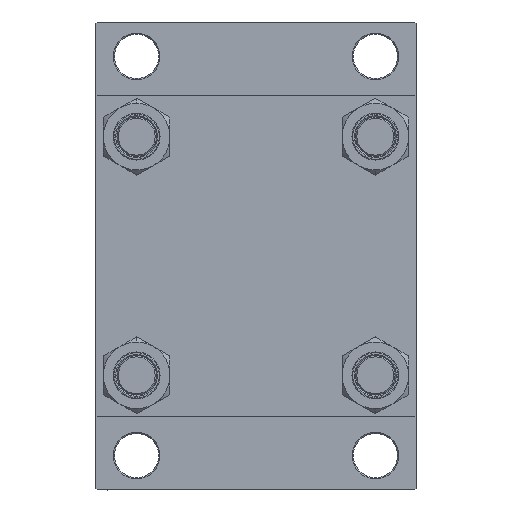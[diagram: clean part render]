
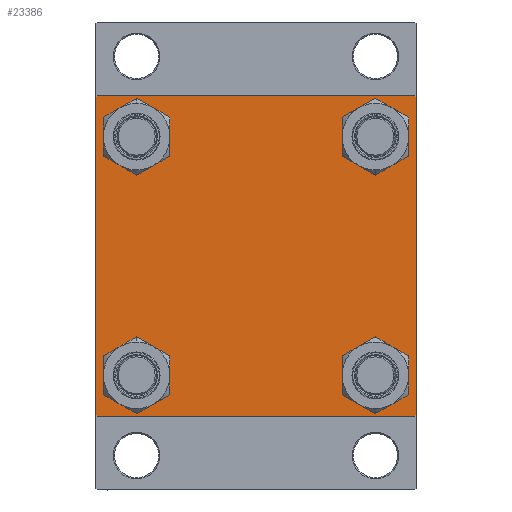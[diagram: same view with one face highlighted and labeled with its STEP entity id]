
A CAD part, left-side view. The second image highlights one B-rep face of the part: STEP entity #23386.
In plain terms, the highlighted planar face has unit normal (-1, 0, 0).
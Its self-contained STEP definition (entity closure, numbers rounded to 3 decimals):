
#326 = EDGE_CURVE ( 'NONE', #15168, #42684, #34681, .T. ) ;
#640 = CARTESIAN_POINT ( 'NONE',  ( 0., 65., -65. ) ) ;
#940 = LINE ( 'NONE', #15657, #32697 ) ;
#1035 = CIRCLE ( 'NONE', #8737, 8.5 ) ;
#1477 = VERTEX_POINT ( 'NONE', #23174 ) ;
#1952 = ORIENTED_EDGE ( 'NONE', *, *, #8444, .T. ) ;
#2343 = CIRCLE ( 'NONE', #36319, 8.5 ) ;
#2371 = ORIENTED_EDGE ( 'NONE', *, *, #26558, .F. ) ;
#2466 = EDGE_LOOP ( 'NONE', ( #26198, #39083, #14581, #28643, #39085, #38397, #2371, #26945 ) ) ;
#3193 = DIRECTION ( 'NONE',  ( 1., 0., 0. ) ) ;
#3476 = FACE_BOUND ( 'NONE', #47386, .T. ) ;
#3498 = CARTESIAN_POINT ( 'NONE',  ( 0., 48.45, 48.45 ) ) ;
#4168 = CARTESIAN_POINT ( 'NONE',  ( 0., -48.45, -48.45 ) ) ;
#4321 = DIRECTION ( 'NONE',  ( 0., 0., 1. ) ) ;
#4402 = DIRECTION ( 'NONE',  ( 1., 0., 0. ) ) ;
#4699 = CARTESIAN_POINT ( 'NONE',  ( 0., 48.45, -48.45 ) ) ;
#4780 = DIRECTION ( 'NONE',  ( 1., 0., 0. ) ) ;
#5046 = AXIS2_PLACEMENT_3D ( 'NONE', #3498, #10733, #36116 ) ;
#5303 = VERTEX_POINT ( 'NONE', #15225 ) ;
#5359 = CARTESIAN_POINT ( 'NONE',  ( 0., -48.45, 48.45 ) ) ;
#5437 = EDGE_LOOP ( 'NONE', ( #15542, #25673 ) ) ;
#5577 = CARTESIAN_POINT ( 'NONE',  ( 0., 64.5, -65. ) ) ;
#6500 = VERTEX_POINT ( 'NONE', #6559 ) ;
#6559 = CARTESIAN_POINT ( 'NONE',  ( 0., 65., 64.5 ) ) ;
#6865 = VECTOR ( 'NONE', #47618, 1000. ) ;
#6901 = LINE ( 'NONE', #640, #24490 ) ;
#7586 = FACE_BOUND ( 'NONE', #16997, .T. ) ;
#7678 = DIRECTION ( 'NONE',  ( 0., 0., -1. ) ) ;
#7814 = FACE_OUTER_BOUND ( 'NONE', #2466, .T. ) ;
#7846 = DIRECTION ( 'NONE',  ( 1., 0., 0. ) ) ;
#8015 = VECTOR ( 'NONE', #7678, 1000. ) ;
#8156 = CARTESIAN_POINT ( 'NONE',  ( 0., -65., 65. ) ) ;
#8264 = VECTOR ( 'NONE', #21314, 1000. ) ;
#8444 = EDGE_CURVE ( 'NONE', #34135, #1477, #29570, .T. ) ;
#8737 = AXIS2_PLACEMENT_3D ( 'NONE', #5359, #46175, #23238 ) ;
#9572 = CIRCLE ( 'NONE', #33500, 8.5 ) ;
#9719 = CARTESIAN_POINT ( 'NONE',  ( 0., -64.5, 65. ) ) ;
#10491 = CARTESIAN_POINT ( 'NONE',  ( 0., 48.45, 56.95 ) ) ;
#10584 = CARTESIAN_POINT ( 'NONE',  ( 0., 65., 65. ) ) ;
#10685 = DIRECTION ( 'NONE',  ( 0., 0., 1. ) ) ;
#10691 = LINE ( 'NONE', #31743, #8264 ) ;
#10733 = DIRECTION ( 'NONE',  ( 1., 0., 0. ) ) ;
#11013 = VECTOR ( 'NONE', #20726, 1000. ) ;
#11062 = EDGE_CURVE ( 'NONE', #19265, #36647, #30618, .T. ) ;
#11537 = CARTESIAN_POINT ( 'NONE',  ( 0., -64.75, 64.75 ) ) ;
#12537 = VERTEX_POINT ( 'NONE', #43258 ) ;
#14168 = CARTESIAN_POINT ( 'NONE',  ( 0., 48.45, 39.95 ) ) ;
#14581 = ORIENTED_EDGE ( 'NONE', *, *, #20447, .T. ) ;
#15076 = DIRECTION ( 'NONE',  ( 0., 0., 1. ) ) ;
#15168 = VERTEX_POINT ( 'NONE', #22222 ) ;
#15225 = CARTESIAN_POINT ( 'NONE',  ( 0., -64.5, -65. ) ) ;
#15542 = ORIENTED_EDGE ( 'NONE', *, *, #326, .T. ) ;
#15657 = CARTESIAN_POINT ( 'NONE',  ( 0., -64.75, -64.75 ) ) ;
#15674 = DIRECTION ( 'NONE',  ( 0., 0., 1. ) ) ;
#15705 = CIRCLE ( 'NONE', #16505, 8.5 ) ;
#16505 = AXIS2_PLACEMENT_3D ( 'NONE', #23131, #4780, #42215 ) ;
#16997 = EDGE_LOOP ( 'NONE', ( #23553, #38311 ) ) ;
#17353 = CARTESIAN_POINT ( 'NONE',  ( 0., 64.75, 64.75 ) ) ;
#17848 = CARTESIAN_POINT ( 'NONE',  ( 0., 48.45, -56.95 ) ) ;
#17964 = FACE_BOUND ( 'NONE', #5437, .T. ) ;
#19017 = LINE ( 'NONE', #11537, #34511 ) ;
#19265 = VERTEX_POINT ( 'NONE', #22278 ) ;
#19596 = AXIS2_PLACEMENT_3D ( 'NONE', #29693, #22423, #4321 ) ;
#20297 = CARTESIAN_POINT ( 'NONE',  ( 0., -48.45, 39.95 ) ) ;
#20447 = EDGE_CURVE ( 'NONE', #29927, #5303, #6901, .T. ) ;
#20726 = DIRECTION ( 'NONE',  ( 0., 0.707, -0.707 ) ) ;
#21314 = DIRECTION ( 'NONE',  ( 0., -0.707, -0.707 ) ) ;
#21630 = EDGE_CURVE ( 'NONE', #6500, #12537, #24905, .T. ) ;
#21658 = VERTEX_POINT ( 'NONE', #9719 ) ;
#21677 = LINE ( 'NONE', #17353, #11013 ) ;
#22108 = CARTESIAN_POINT ( 'NONE',  ( 0., -65., -64.5 ) ) ;
#22117 = DIRECTION ( 'NONE',  ( 0., -1., 0. ) ) ;
#22222 = CARTESIAN_POINT ( 'NONE',  ( 0., 48.45, -39.95 ) ) ;
#22278 = CARTESIAN_POINT ( 'NONE',  ( 0., -65., 64.5 ) ) ;
#22423 = DIRECTION ( 'NONE',  ( 1., 0., 0. ) ) ;
#22554 = CARTESIAN_POINT ( 'NONE',  ( 0., 64.5, 65. ) ) ;
#23131 = CARTESIAN_POINT ( 'NONE',  ( 0., 48.45, 48.45 ) ) ;
#23145 = DIRECTION ( 'NONE',  ( 1., 0., 0. ) ) ;
#23174 = CARTESIAN_POINT ( 'NONE',  ( 0., -48.45, -56.95 ) ) ;
#23238 = DIRECTION ( 'NONE',  ( 0., 0., 1. ) ) ;
#23386 = ADVANCED_FACE ( 'NONE', ( #7586, #3476, #17964, #40686, #7814 ), #26402, .T. ) ;
#23553 = ORIENTED_EDGE ( 'NONE', *, *, #25956, .T. ) ;
#24295 = ORIENTED_EDGE ( 'NONE', *, *, #44064, .T. ) ;
#24490 = VECTOR ( 'NONE', #22117, 1000. ) ;
#24905 = LINE ( 'NONE', #25384, #6865 ) ;
#25312 = DIRECTION ( 'NONE',  ( 0., -1., 0. ) ) ;
#25384 = CARTESIAN_POINT ( 'NONE',  ( 0., 65., 65. ) ) ;
#25673 = ORIENTED_EDGE ( 'NONE', *, *, #35906, .T. ) ;
#25883 = CIRCLE ( 'NONE', #5046, 8.5 ) ;
#25956 = EDGE_CURVE ( 'NONE', #44538, #42623, #2343, .T. ) ;
#25969 = DIRECTION ( 'NONE',  ( 0., 0., 1. ) ) ;
#26198 = ORIENTED_EDGE ( 'NONE', *, *, #21630, .T. ) ;
#26402 = PLANE ( 'NONE',  #41595 ) ;
#26558 = EDGE_CURVE ( 'NONE', #34397, #21658, #35494, .T. ) ;
#26937 = EDGE_LOOP ( 'NONE', ( #32758, #24295 ) ) ;
#26945 = ORIENTED_EDGE ( 'NONE', *, *, #37439, .T. ) ;
#27826 = VECTOR ( 'NONE', #25312, 1000. ) ;
#28593 = VERTEX_POINT ( 'NONE', #14168 ) ;
#28643 = ORIENTED_EDGE ( 'NONE', *, *, #33004, .T. ) ;
#29570 = CIRCLE ( 'NONE', #43397, 8.5 ) ;
#29639 = CARTESIAN_POINT ( 'NONE',  ( 0., -48.45, -39.95 ) ) ;
#29693 = CARTESIAN_POINT ( 'NONE',  ( 0., -48.45, -48.45 ) ) ;
#29927 = VERTEX_POINT ( 'NONE', #5577 ) ;
#30045 = CARTESIAN_POINT ( 'NONE',  ( 0., 0., 0. ) ) ;
#30409 = DIRECTION ( 'NONE',  ( 0., -0.707, 0.707 ) ) ;
#30618 = LINE ( 'NONE', #8156, #8015 ) ;
#31743 = CARTESIAN_POINT ( 'NONE',  ( 0., 64.75, -64.75 ) ) ;
#32697 = VECTOR ( 'NONE', #30409, 1000. ) ;
#32758 = ORIENTED_EDGE ( 'NONE', *, *, #39610, .T. ) ;
#33004 = EDGE_CURVE ( 'NONE', #5303, #36647, #940, .T. ) ;
#33500 = AXIS2_PLACEMENT_3D ( 'NONE', #43534, #3193, #10685 ) ;
#33652 = DIRECTION ( 'NONE',  ( 0., 0., 1. ) ) ;
#34135 = VERTEX_POINT ( 'NONE', #29639 ) ;
#34357 = VERTEX_POINT ( 'NONE', #10491 ) ;
#34397 = VERTEX_POINT ( 'NONE', #22554 ) ;
#34511 = VECTOR ( 'NONE', #44392, 1000. ) ;
#34681 = CIRCLE ( 'NONE', #44696, 8.5 ) ;
#35494 = LINE ( 'NONE', #10584, #27826 ) ;
#35906 = EDGE_CURVE ( 'NONE', #42684, #15168, #9572, .T. ) ;
#36116 = DIRECTION ( 'NONE',  ( 0., 0., 1. ) ) ;
#36319 = AXIS2_PLACEMENT_3D ( 'NONE', #41749, #23145, #15674 ) ;
#36647 = VERTEX_POINT ( 'NONE', #22108 ) ;
#37073 = DIRECTION ( 'NONE',  ( -1., 0., 0. ) ) ;
#37439 = EDGE_CURVE ( 'NONE', #34397, #6500, #21677, .T. ) ;
#38295 = EDGE_CURVE ( 'NONE', #42623, #44538, #1035, .T. ) ;
#38311 = ORIENTED_EDGE ( 'NONE', *, *, #38295, .T. ) ;
#38397 = ORIENTED_EDGE ( 'NONE', *, *, #47336, .T. ) ;
#38934 = CARTESIAN_POINT ( 'NONE',  ( 0., -48.45, 56.95 ) ) ;
#39083 = ORIENTED_EDGE ( 'NONE', *, *, #46875, .T. ) ;
#39085 = ORIENTED_EDGE ( 'NONE', *, *, #11062, .F. ) ;
#39610 = EDGE_CURVE ( 'NONE', #34357, #28593, #15705, .T. ) ;
#40450 = CIRCLE ( 'NONE', #19596, 8.5 ) ;
#40507 = ORIENTED_EDGE ( 'NONE', *, *, #40810, .T. ) ;
#40686 = FACE_BOUND ( 'NONE', #26937, .T. ) ;
#40810 = EDGE_CURVE ( 'NONE', #1477, #34135, #40450, .T. ) ;
#41595 = AXIS2_PLACEMENT_3D ( 'NONE', #30045, #37073, #15076 ) ;
#41749 = CARTESIAN_POINT ( 'NONE',  ( 0., -48.45, 48.45 ) ) ;
#42215 = DIRECTION ( 'NONE',  ( 0., 0., 1. ) ) ;
#42623 = VERTEX_POINT ( 'NONE', #20297 ) ;
#42684 = VERTEX_POINT ( 'NONE', #17848 ) ;
#43258 = CARTESIAN_POINT ( 'NONE',  ( 0., 65., -64.5 ) ) ;
#43397 = AXIS2_PLACEMENT_3D ( 'NONE', #4168, #4402, #33652 ) ;
#43534 = CARTESIAN_POINT ( 'NONE',  ( 0., 48.45, -48.45 ) ) ;
#44064 = EDGE_CURVE ( 'NONE', #28593, #34357, #25883, .T. ) ;
#44392 = DIRECTION ( 'NONE',  ( 0., 0.707, 0.707 ) ) ;
#44538 = VERTEX_POINT ( 'NONE', #38934 ) ;
#44696 = AXIS2_PLACEMENT_3D ( 'NONE', #4699, #7846, #25969 ) ;
#46175 = DIRECTION ( 'NONE',  ( 1., 0., 0. ) ) ;
#46875 = EDGE_CURVE ( 'NONE', #12537, #29927, #10691, .T. ) ;
#47336 = EDGE_CURVE ( 'NONE', #19265, #21658, #19017, .T. ) ;
#47386 = EDGE_LOOP ( 'NONE', ( #1952, #40507 ) ) ;
#47618 = DIRECTION ( 'NONE',  ( 0., 0., -1. ) ) ;
